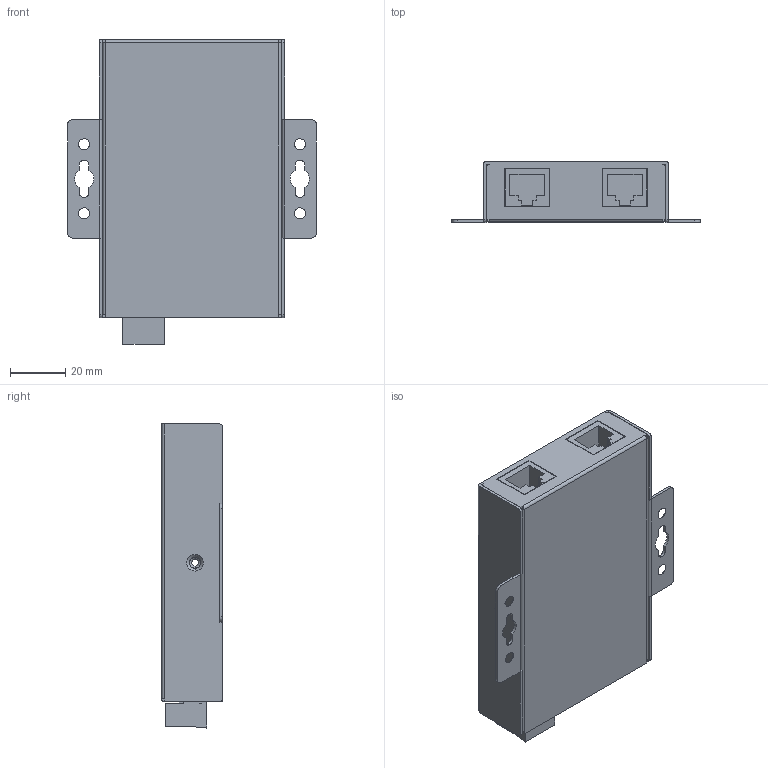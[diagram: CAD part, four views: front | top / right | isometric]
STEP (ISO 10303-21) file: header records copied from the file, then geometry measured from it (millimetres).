
FILE_DESCRIPTION((''),'2;1');
FILE_NAME('PRT0001','2011-06-02T',('Vincent_Huang'),(''),'PRO/ENGINEER BY PARAMETRIC TECHNOLOGY CORPORATION, 2004320','PRO/ENGINEER BY PARAMETRIC TECHNOLOGY CORPORATION, 2004320','');
FILE_SCHEMA(('CONFIG_CONTROL_DESIGN'));
Length unit declared in the file: millimetre
Products named in the file (1): PRT0001
Bounding box: 90 x 22 x 109.95 mm (x, y, z)
Volume: 46129.8 mm3; surface area: 68384 mm2
Topology: 7 solids, 10 shells, 531 faces, 1325 edges, 854 vertices
Faces by surface type: plane 315, cylinder 194, cone 12, torus 10
Entity records: 15999 total; most frequent: DIRECTION 2839, CARTESIAN_POINT 2764, ORIENTED_EDGE 2650, EDGE_CURVE 1325, AXIS2_PLACEMENT_3D 989, VECTOR 861, LINE 861, VERTEX_POINT 854
